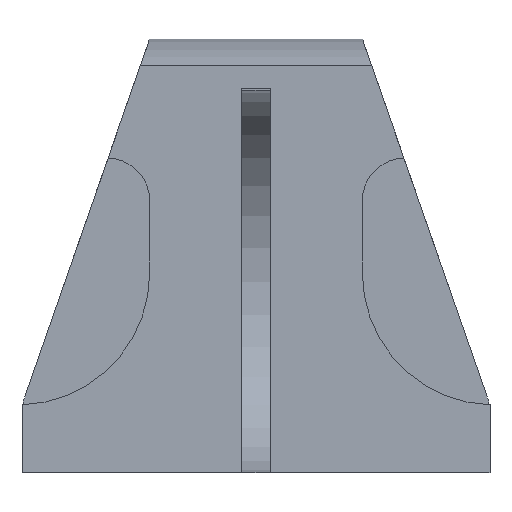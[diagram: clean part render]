
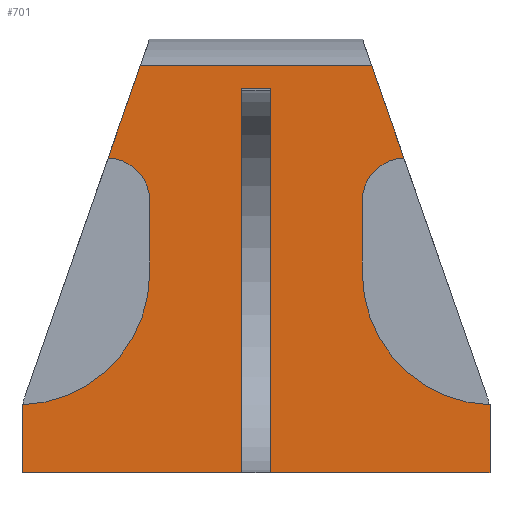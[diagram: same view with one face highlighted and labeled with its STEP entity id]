
A CAD part, left-side view. The second image highlights one B-rep face of the part: STEP entity #701.
In plain terms, the highlighted planar face has unit normal (-1, 0, 0).
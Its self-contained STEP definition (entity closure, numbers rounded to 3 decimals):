
#27=PLANE('',#756);
#52=FACE_OUTER_BOUND('',#89,.T.);
#89=EDGE_LOOP('',(#493,#494,#495,#496,#497,#498,#499,#500,#501,#502,#503,
#504,#505,#506,#507,#508,#509,#510,#511,#512));
#136=LINE('',#1045,#211);
#139=LINE('',#1050,#214);
#140=LINE('',#1052,#215);
#141=LINE('',#1054,#216);
#142=LINE('',#1056,#217);
#143=LINE('',#1058,#218);
#144=LINE('',#1064,#219);
#145=LINE('',#1068,#220);
#146=LINE('',#1070,#221);
#147=LINE('',#1072,#222);
#148=LINE('',#1076,#223);
#149=LINE('',#1082,#224);
#150=LINE('',#1084,#225);
#151=LINE('',#1085,#226);
#211=VECTOR('',#837,10.);
#214=VECTOR('',#842,10.);
#215=VECTOR('',#843,10.);
#216=VECTOR('',#844,10.);
#217=VECTOR('',#845,10.);
#218=VECTOR('',#846,10.);
#219=VECTOR('',#851,10.);
#220=VECTOR('',#854,10.);
#221=VECTOR('',#855,10.);
#222=VECTOR('',#856,10.);
#223=VECTOR('',#859,10.);
#224=VECTOR('',#864,10.);
#225=VECTOR('',#865,10.);
#226=VECTOR('',#866,10.);
#284=CIRCLE('',#757,6.);
#285=CIRCLE('',#758,15.5);
#286=CIRCLE('',#759,5.);
#287=CIRCLE('',#760,5.);
#288=CIRCLE('',#761,15.5);
#289=CIRCLE('',#762,6.);
#314=VERTEX_POINT('',#1043);
#315=VERTEX_POINT('',#1044);
#316=VERTEX_POINT('',#1049);
#317=VERTEX_POINT('',#1051);
#318=VERTEX_POINT('',#1053);
#319=VERTEX_POINT('',#1055);
#320=VERTEX_POINT('',#1057);
#321=VERTEX_POINT('',#1059);
#322=VERTEX_POINT('',#1061);
#323=VERTEX_POINT('',#1063);
#324=VERTEX_POINT('',#1065);
#325=VERTEX_POINT('',#1067);
#326=VERTEX_POINT('',#1069);
#327=VERTEX_POINT('',#1071);
#328=VERTEX_POINT('',#1073);
#329=VERTEX_POINT('',#1075);
#330=VERTEX_POINT('',#1077);
#331=VERTEX_POINT('',#1079);
#332=VERTEX_POINT('',#1081);
#333=VERTEX_POINT('',#1083);
#384=EDGE_CURVE('',#314,#315,#136,.T.);
#387=EDGE_CURVE('',#316,#314,#139,.T.);
#388=EDGE_CURVE('',#315,#317,#140,.T.);
#389=EDGE_CURVE('',#317,#318,#141,.T.);
#390=EDGE_CURVE('',#319,#318,#142,.T.);
#391=EDGE_CURVE('',#320,#319,#143,.T.);
#392=EDGE_CURVE('',#321,#320,#284,.T.);
#393=EDGE_CURVE('',#322,#321,#285,.T.);
#394=EDGE_CURVE('',#323,#322,#144,.T.);
#395=EDGE_CURVE('',#324,#323,#286,.T.);
#396=EDGE_CURVE('',#325,#324,#145,.T.);
#397=EDGE_CURVE('',#325,#326,#146,.T.);
#398=EDGE_CURVE('',#326,#327,#147,.T.);
#399=EDGE_CURVE('',#327,#328,#287,.T.);
#400=EDGE_CURVE('',#328,#329,#148,.T.);
#401=EDGE_CURVE('',#329,#330,#288,.T.);
#402=EDGE_CURVE('',#330,#331,#289,.T.);
#403=EDGE_CURVE('',#331,#332,#149,.T.);
#404=EDGE_CURVE('',#332,#333,#150,.T.);
#405=EDGE_CURVE('',#316,#333,#151,.T.);
#493=ORIENTED_EDGE('',*,*,#387,.T.);
#494=ORIENTED_EDGE('',*,*,#384,.T.);
#495=ORIENTED_EDGE('',*,*,#388,.T.);
#496=ORIENTED_EDGE('',*,*,#389,.T.);
#497=ORIENTED_EDGE('',*,*,#390,.F.);
#498=ORIENTED_EDGE('',*,*,#391,.F.);
#499=ORIENTED_EDGE('',*,*,#392,.F.);
#500=ORIENTED_EDGE('',*,*,#393,.F.);
#501=ORIENTED_EDGE('',*,*,#394,.F.);
#502=ORIENTED_EDGE('',*,*,#395,.F.);
#503=ORIENTED_EDGE('',*,*,#396,.F.);
#504=ORIENTED_EDGE('',*,*,#397,.T.);
#505=ORIENTED_EDGE('',*,*,#398,.T.);
#506=ORIENTED_EDGE('',*,*,#399,.T.);
#507=ORIENTED_EDGE('',*,*,#400,.T.);
#508=ORIENTED_EDGE('',*,*,#401,.T.);
#509=ORIENTED_EDGE('',*,*,#402,.T.);
#510=ORIENTED_EDGE('',*,*,#403,.T.);
#511=ORIENTED_EDGE('',*,*,#404,.T.);
#512=ORIENTED_EDGE('',*,*,#405,.F.);
#701=ADVANCED_FACE('',(#52),#27,.T.);
#756=AXIS2_PLACEMENT_3D('',#1048,#840,#841);
#757=AXIS2_PLACEMENT_3D('',#1060,#847,#848);
#758=AXIS2_PLACEMENT_3D('',#1062,#849,#850);
#759=AXIS2_PLACEMENT_3D('',#1066,#852,#853);
#760=AXIS2_PLACEMENT_3D('',#1074,#857,#858);
#761=AXIS2_PLACEMENT_3D('',#1078,#860,#861);
#762=AXIS2_PLACEMENT_3D('',#1080,#862,#863);
#837=DIRECTION('',(0.,-1.,0.));
#840=DIRECTION('center_axis',(-1.,0.,0.));
#841=DIRECTION('ref_axis',(0.,0.,1.));
#842=DIRECTION('',(0.,0.,1.));
#843=DIRECTION('',(0.,0.,-1.));
#844=DIRECTION('',(0.,-1.,0.));
#845=DIRECTION('',(0.,0.,-1.));
#846=DIRECTION('',(0.,-1.,0.));
#847=DIRECTION('center_axis',(1.,0.,0.));
#848=DIRECTION('ref_axis',(0.,-0.986,0.167));
#849=DIRECTION('center_axis',(-1.,0.,0.));
#850=DIRECTION('ref_axis',(0.,0.032,-0.999));
#851=DIRECTION('',(0.,0.,-1.));
#852=DIRECTION('center_axis',(-1.,0.,0.));
#853=DIRECTION('ref_axis',(0.,0.023,1.));
#854=DIRECTION('',(0.,-0.329,-0.944));
#855=DIRECTION('',(0.,1.,0.));
#856=DIRECTION('',(0.,0.329,-0.944));
#857=DIRECTION('center_axis',(1.,0.,0.));
#858=DIRECTION('ref_axis',(0.,-0.023,1.));
#859=DIRECTION('',(0.,0.,-1.));
#860=DIRECTION('center_axis',(1.,0.,0.));
#861=DIRECTION('ref_axis',(0.,-0.032,-0.999));
#862=DIRECTION('center_axis',(-1.,0.,0.));
#863=DIRECTION('ref_axis',(0.,0.986,0.167));
#864=DIRECTION('',(0.,1.,0.));
#865=DIRECTION('',(0.,0.,-1.));
#866=DIRECTION('',(0.,1.,0.));
#1043=CARTESIAN_POINT('',(142.,1.65,22.7));
#1044=CARTESIAN_POINT('',(142.,-1.65,22.7));
#1045=CARTESIAN_POINT('',(142.,0.,22.7));
#1048=CARTESIAN_POINT('Origin',(142.,0.,22.5));
#1049=CARTESIAN_POINT('',(142.,1.65,-22.5));
#1050=CARTESIAN_POINT('',(142.,1.65,22.5));
#1051=CARTESIAN_POINT('',(142.,-1.65,-22.5));
#1052=CARTESIAN_POINT('',(142.,-1.65,22.5));
#1053=CARTESIAN_POINT('',(142.,-27.5,-22.5));
#1054=CARTESIAN_POINT('',(142.,-1.5,-22.5));
#1055=CARTESIAN_POINT('',(142.,-27.5,-14.5));
#1056=CARTESIAN_POINT('',(142.,-27.5,25.362));
#1057=CARTESIAN_POINT('',(142.,-27.413,-14.5));
#1058=CARTESIAN_POINT('',(142.,-7.5,-14.5));
#1059=CARTESIAN_POINT('',(142.,-27.413,-14.497));
#1060=CARTESIAN_POINT('Origin',(142.,-21.5,-15.516));
#1061=CARTESIAN_POINT('',(142.,-12.5,0.992));
#1062=CARTESIAN_POINT('Origin',(142.,-28.,0.992));
#1063=CARTESIAN_POINT('',(142.,-12.5,9.501));
#1064=CARTESIAN_POINT('',(142.,-12.5,25.362));
#1065=CARTESIAN_POINT('',(142.,-17.384,14.5));
#1066=CARTESIAN_POINT('Origin',(142.,-17.5,9.501));
#1067=CARTESIAN_POINT('',(142.,-13.595,25.362));
#1068=CARTESIAN_POINT('',(142.,-16.163,18.));
#1069=CARTESIAN_POINT('',(142.,13.595,25.362));
#1070=CARTESIAN_POINT('',(142.,0.,25.362));
#1071=CARTESIAN_POINT('',(142.,17.384,14.5));
#1072=CARTESIAN_POINT('',(142.,16.163,18.));
#1073=CARTESIAN_POINT('',(142.,12.5,9.501));
#1074=CARTESIAN_POINT('Origin',(142.,17.5,9.501));
#1075=CARTESIAN_POINT('',(142.,12.5,0.992));
#1076=CARTESIAN_POINT('',(142.,12.5,25.362));
#1077=CARTESIAN_POINT('',(142.,27.413,-14.497));
#1078=CARTESIAN_POINT('Origin',(142.,28.,0.992));
#1079=CARTESIAN_POINT('',(142.,27.413,-14.5));
#1080=CARTESIAN_POINT('Origin',(142.,21.5,-15.516));
#1081=CARTESIAN_POINT('',(142.,27.5,-14.5));
#1082=CARTESIAN_POINT('',(142.,7.5,-14.5));
#1083=CARTESIAN_POINT('',(142.,27.5,-22.5));
#1084=CARTESIAN_POINT('',(142.,27.5,25.362));
#1085=CARTESIAN_POINT('',(142.,1.5,-22.5));
